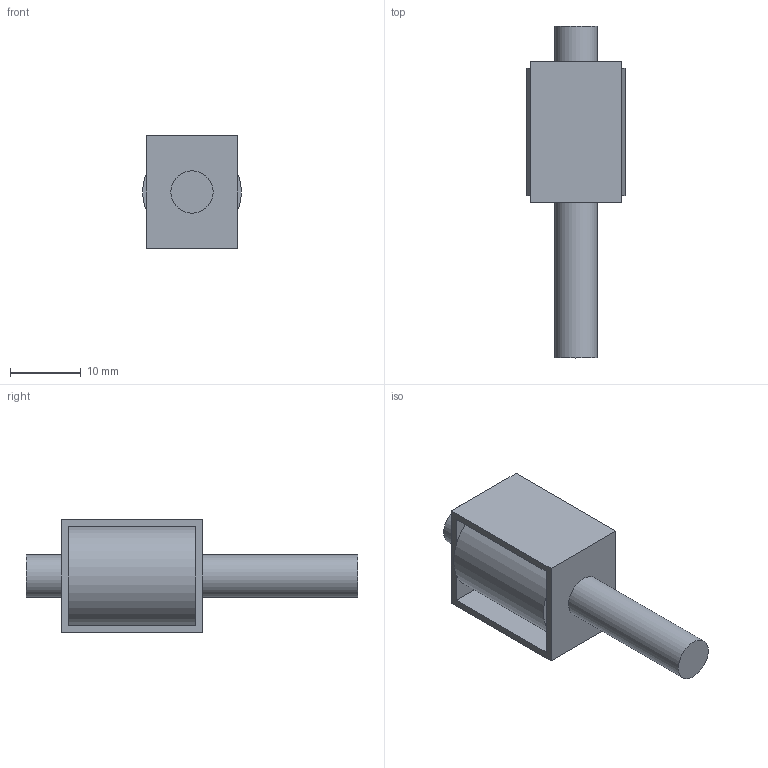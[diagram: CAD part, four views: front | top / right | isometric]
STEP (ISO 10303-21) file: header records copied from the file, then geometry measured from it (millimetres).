
FILE_DESCRIPTION(/* description */ (''),/* implementation_level */ '2;1');
FILE_NAME(/* name */ 'Solenoid JF0520B v1.stp',/* time_stamp */ '2022-06-18T23:04:12+02:00',/* author */ (''),/* organization */ (''),/* preprocessor_version */ 'ST-DEVELOPER v19',/* originating_system */ 'Autodesk Translation Framework v11.7.0.108',/* authorisation */ '');
FILE_SCHEMA (('AUTOMOTIVE_DESIGN { 1 0 10303 214 3 1 1 }'));
Length unit declared in the file: millimetre
Products named in the file (1): Solenoid JF-0520B
Bounding box: 14 x 47 x 16 mm (x, y, z)
Volume: 4418.3 mm3; surface area: 4153.4 mm2
Topology: 3 solids, 3 shells, 19 faces, 39 edges, 26 vertices
Faces by surface type: plane 14, cylinder 5
Full cylindrical faces by diameter (mm): 6 x4, 14 x1
Entity records: 550 total; most frequent: DIRECTION 89, CARTESIAN_POINT 85, ORIENTED_EDGE 78, EDGE_CURVE 39, AXIS2_PLACEMENT_3D 30, LINE 29, VECTOR 29, EDGE_LOOP 27
